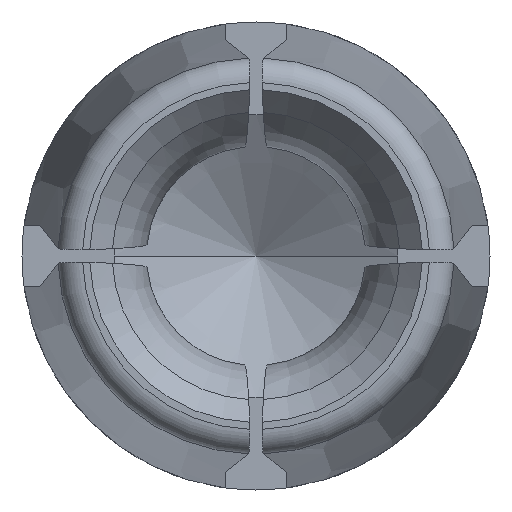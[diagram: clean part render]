
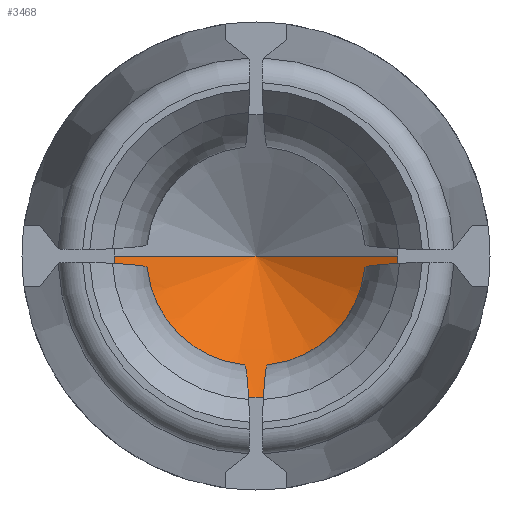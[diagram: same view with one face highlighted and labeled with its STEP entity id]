
A CAD part, front view. The second image highlights one B-rep face of the part: STEP entity #3468.
In plain terms, the highlighted conical face has half-angle 59 degrees and reference radius 0.587 mm.
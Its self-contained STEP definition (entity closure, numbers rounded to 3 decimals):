
#1992=CARTESIAN_POINT('',(0.,10.212,0.));
#1993=DIRECTION('',(0.,1.,0.));
#1994=DIRECTION('',(1.,0.,0.));
#1995=AXIS2_PLACEMENT_3D('',#1992,#1993,#1994);
#2000=DIRECTION('',(0.857,0.515,0.));
#2001=VECTOR('',#2000,1.342);
#2002=CARTESIAN_POINT('',(-1.15,10.212,0.));
#2003=LINE('',#2002,#2001);
#2007=DIRECTION('',(-0.857,0.515,0.));
#2008=VECTOR('',#2007,1.342);
#2009=CARTESIAN_POINT('',(1.15,10.212,0.));
#2010=LINE('',#2009,#2008);
#2268=CARTESIAN_POINT('',(1.15,10.212,0.));
#2269=VERTEX_POINT('',#2268);
#2270=CARTESIAN_POINT('',(-1.15,10.212,0.));
#2271=VERTEX_POINT('',#2270);
#2272=CARTESIAN_POINT('',(0.,10.903,0.));
#2273=VERTEX_POINT('',#2272);
#3456=CARTESIAN_POINT('',(0.,10.55,0.));
#3457=DIRECTION('',(0.,-1.,0.));
#3458=DIRECTION('',(-1.,0.,0.));
#3459=AXIS2_PLACEMENT_3D('',#3456,#3457,#3458);
#3460=CONICAL_SURFACE('',#3459,0.586,59.);
#3462=ORIENTED_EDGE('',*,*,#3461,.F.);
#3463=ORIENTED_EDGE('',*,*,#2934,.T.);
#3465=ORIENTED_EDGE('',*,*,#3464,.T.);
#3466=EDGE_LOOP('',(#3462,#3463,#3465));
#3467=FACE_OUTER_BOUND('',#3466,.F.);
#3468=ADVANCED_FACE('',(#3467),#3460,.F.);
#1996=CIRCLE('',#1995,1.15);
#2934=EDGE_CURVE('',#2269,#2271,#1996,.T.);
#3461=EDGE_CURVE('',#2269,#2273,#2010,.T.);
#3464=EDGE_CURVE('',#2271,#2273,#2003,.T.);
